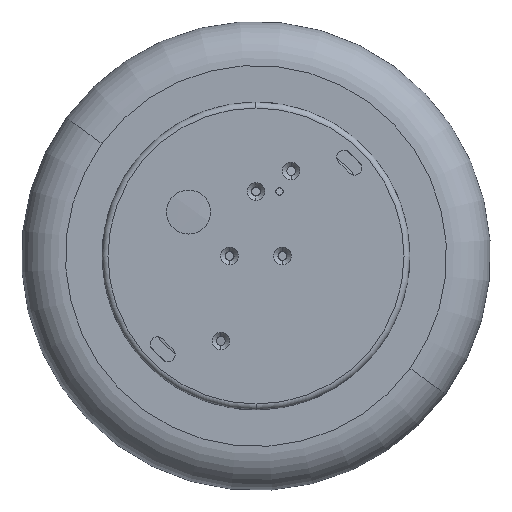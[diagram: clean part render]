
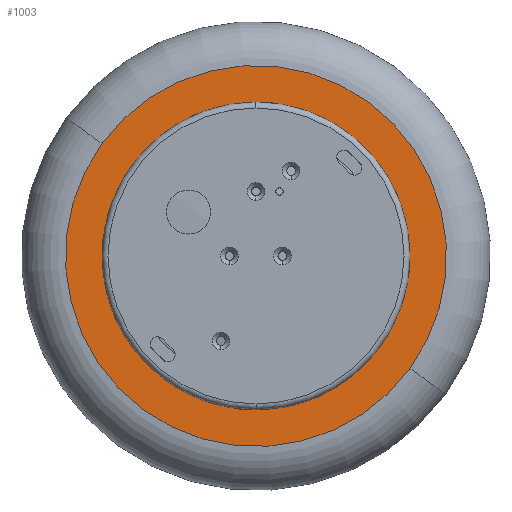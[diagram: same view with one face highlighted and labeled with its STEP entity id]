
A CAD part, front view. The second image highlights one B-rep face of the part: STEP entity #1003.
In plain terms, the highlighted planar face has unit normal (0, -1, 0).
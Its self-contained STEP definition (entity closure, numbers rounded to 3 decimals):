
#70 = VERTEX_POINT ( 'NONE', #935 ) ;
#72 = VERTEX_POINT ( 'NONE', #887 ) ;
#73 = VERTEX_POINT ( 'NONE', #942 ) ;
#99 = CARTESIAN_POINT ( 'NONE',  ( -0.044, 14.636, 0. ) ) ;
#115 = PLANE ( 'NONE',  #1725 ) ;
#116 = CARTESIAN_POINT ( 'NONE',  ( 25.232, 14.636, 34.651 ) ) ;
#118 = DIRECTION ( 'NONE',  ( 0., 1., 0. ) ) ;
#246 = DIRECTION ( 'NONE',  ( 0.808, 0., -0.589 ) ) ;
#334 = DIRECTION ( 'NONE',  ( -0.808, 0., 0.589 ) ) ;
#335 = DIRECTION ( 'NONE',  ( 0., -1., 0. ) ) ;
#336 = CARTESIAN_POINT ( 'NONE',  ( -0.044, 14.636, 0. ) ) ;
#430 = VERTEX_POINT ( 'NONE', #763 ) ;
#509 = DIRECTION ( 'NONE',  ( -0.808, 0., 0.589 ) ) ;
#528 = DIRECTION ( 'NONE',  ( 0., -1., 0. ) ) ;
#539 = CARTESIAN_POINT ( 'NONE',  ( -0.044, 14.636, 0. ) ) ;
#580 = CARTESIAN_POINT ( 'NONE',  ( -0.044, 14.636, 0. ) ) ;
#590 = DIRECTION ( 'NONE',  ( -0.808, 0., 0.589 ) ) ;
#591 = DIRECTION ( 'NONE',  ( 0., -1., 0. ) ) ;
#610 = DIRECTION ( 'NONE',  ( 0., -1., 0. ) ) ;
#612 = DIRECTION ( 'NONE',  ( -0.808, 0., 0.589 ) ) ;
#763 = CARTESIAN_POINT ( 'NONE',  ( 42.37, 14.636, -30.94 ) ) ;
#887 = CARTESIAN_POINT ( 'NONE',  ( 52.469, 14.636, -38.306 ) ) ;
#935 = CARTESIAN_POINT ( 'NONE',  ( -42.459, 14.636, 30.94 ) ) ;
#942 = CARTESIAN_POINT ( 'NONE',  ( -52.558, 14.636, 38.306 ) ) ;
#1003 = ADVANCED_FACE ( 'NONE', ( #1091, #1067 ), #115, .F. ) ;
#1067 = FACE_OUTER_BOUND ( 'NONE', #1189, .T. ) ;
#1091 = FACE_BOUND ( 'NONE', #1518, .T. ) ;
#1122 = CIRCLE ( 'NONE', #1694, 52.5 ) ;
#1152 = CIRCLE ( 'NONE', #1748, 65. ) ;
#1189 = EDGE_LOOP ( 'NONE', ( #1307, #1300 ) ) ;
#1200 = CIRCLE ( 'NONE', #1677, 65. ) ;
#1298 = ORIENTED_EDGE ( 'NONE', *, *, #1637, .F. ) ;
#1300 = ORIENTED_EDGE ( 'NONE', *, *, #1705, .T. ) ;
#1307 = ORIENTED_EDGE ( 'NONE', *, *, #1672, .T. ) ;
#1309 = ORIENTED_EDGE ( 'NONE', *, *, #1722, .F. ) ;
#1422 = CIRCLE ( 'NONE', #1616, 52.5 ) ;
#1518 = EDGE_LOOP ( 'NONE', ( #1298, #1309 ) ) ;
#1616 = AXIS2_PLACEMENT_3D ( 'NONE', #99, #610, #612 ) ;
#1637 = EDGE_CURVE ( 'NONE', #70, #430, #1122, .T. ) ;
#1672 = EDGE_CURVE ( 'NONE', #73, #72, #1200, .T. ) ;
#1677 = AXIS2_PLACEMENT_3D ( 'NONE', #539, #528, #509 ) ;
#1694 = AXIS2_PLACEMENT_3D ( 'NONE', #336, #335, #334 ) ;
#1705 = EDGE_CURVE ( 'NONE', #72, #73, #1152, .T. ) ;
#1722 = EDGE_CURVE ( 'NONE', #430, #70, #1422, .T. ) ;
#1725 = AXIS2_PLACEMENT_3D ( 'NONE', #116, #118, #246 ) ;
#1748 = AXIS2_PLACEMENT_3D ( 'NONE', #580, #591, #590 ) ;
